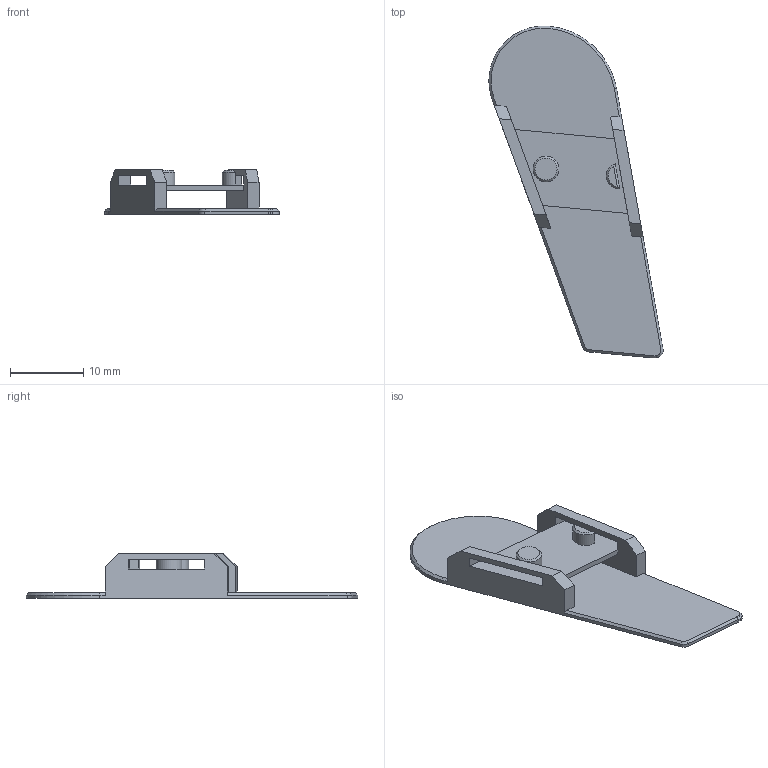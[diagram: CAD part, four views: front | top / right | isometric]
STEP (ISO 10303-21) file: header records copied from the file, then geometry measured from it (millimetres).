
FILE_DESCRIPTION(/* description */ (''),/* implementation_level */ '2;1');
FILE_NAME(/* name */ 'tt-big-toe-inserter.step',/* time_stamp */ '2024-02-03T23:29:04+01:00',/* author */ (''),/* organization */ (''),/* preprocessor_version */ 'ST-DEVELOPER v20',/* originating_system */ 'Autodesk Translation Framework v12.20.1.177',/* authorisation */ '');
FILE_SCHEMA (('AUTOMOTIVE_DESIGN { 1 0 10303 214 3 1 1 }'));
Length unit declared in the file: millimetre
Products named in the file (1): Big Toe Inserter
Bounding box: 23.75 x 45.22 x 6.1 mm (x, y, z)
Volume: 809.3 mm3; surface area: 2011.2 mm2
Topology: 1 solids, 1 shells, 52 faces, 134 edges, 84 vertices
Faces by surface type: plane 38, cone 7, cylinder 7
Full cylindrical faces by diameter (mm): 3.5 x1
Entity records: 1598 total; most frequent: CARTESIAN_POINT 277, ORIENTED_EDGE 268, DIRECTION 259, EDGE_CURVE 134, LINE 111, VECTOR 111, VERTEX_POINT 84, AXIS2_PLACEMENT_3D 74
